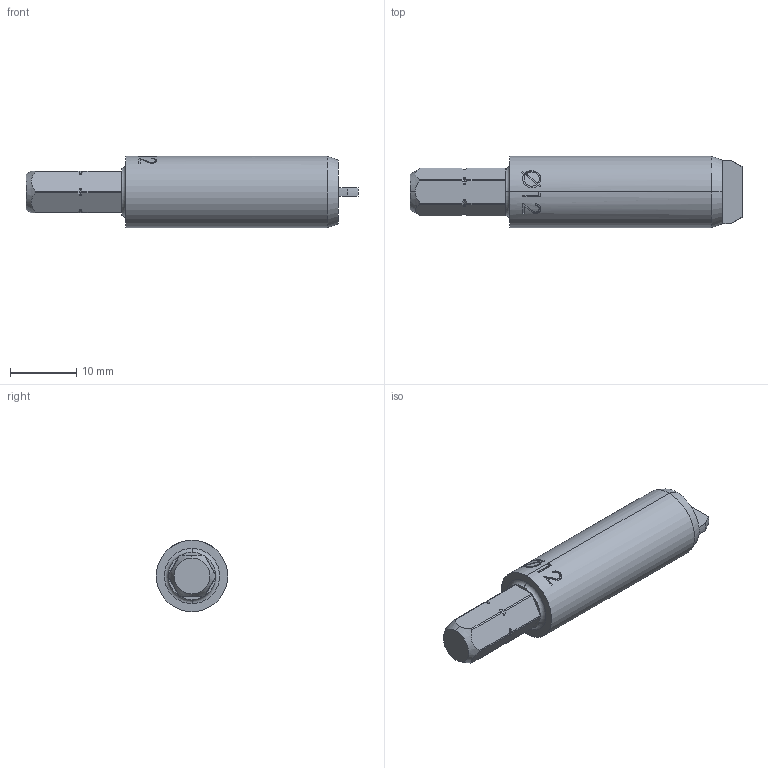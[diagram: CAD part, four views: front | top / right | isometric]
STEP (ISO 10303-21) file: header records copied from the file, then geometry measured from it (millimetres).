
FILE_DESCRIPTION (( 'STEP AP214' ), '1' );
FILE_NAME ('SCREWDRIVER BIT 12 mm-REV 5.STEP', '2024-04-08T16:32:59', ( '' ), ( '' ), 'SwSTEP 2.0', 'SolidWorks 2024', '' );
FILE_SCHEMA (( 'AUTOMOTIVE_DESIGN' ));
Length unit declared in the file: millimetre
Products named in the file (1): SCREWDRIVER BIT 12 mm-REV 5
Bounding box: 50 x 10.74 x 10.74 mm (x, y, z)
Volume: 3432.8 mm3; surface area: 1614 mm2
Topology: 1 solids, 1 shells, 111 faces, 292 edges, 190 vertices
Faces by surface type: bspline 29, plane 27, cylinder 23, cone 18, torus 14
Entity records: 6434 total; most frequent: CARTESIAN_POINT 3986, ORIENTED_EDGE 584, DIRECTION 384, EDGE_CURVE 292, VERTEX_POINT 190, AXIS2_PLACEMENT_3D 163, B_SPLINE_CURVE_WITH_KNOTS 154, EDGE_LOOP 118
